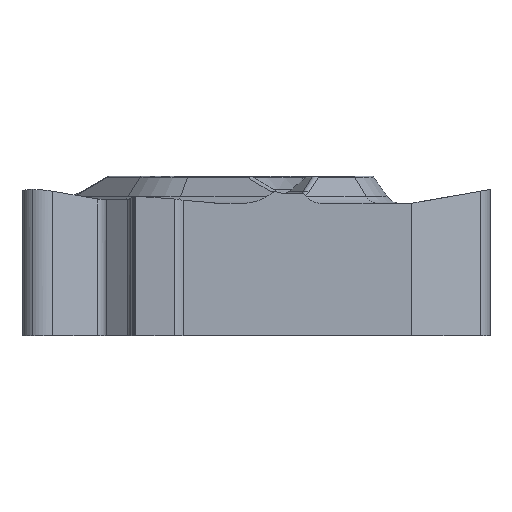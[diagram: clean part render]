
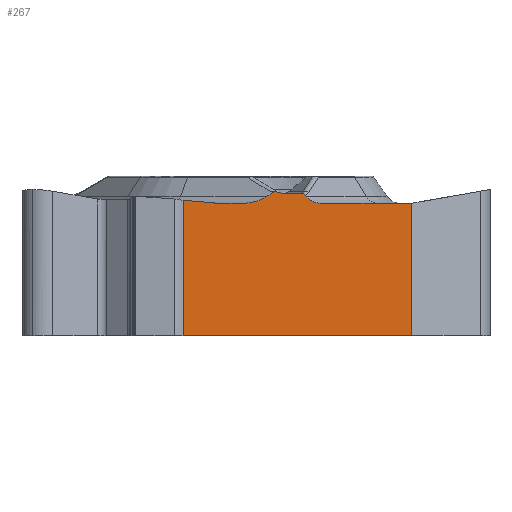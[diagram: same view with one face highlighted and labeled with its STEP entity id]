
A CAD part, left-side view. The second image highlights one B-rep face of the part: STEP entity #267.
In plain terms, the highlighted planar face has unit normal (-1, 0, 0).
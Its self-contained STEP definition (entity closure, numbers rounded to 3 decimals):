
#164=CIRCLE('',#2914,0.75);
#267=ADVANCED_FACE('',(#484),#431,.F.);
#431=PLANE('',#2921);
#484=FACE_OUTER_BOUND('',#645,.T.);
#645=EDGE_LOOP('',(#913,#914,#915,#916,#917,#918,#919,#920,#921,#922,#923,
#924,#925,#926,#927,#928,#929,#930));
#815=ELLIPSE('',#2915,0.884,0.75);
#816=ELLIPSE('',#2916,0.242,0.205);
#817=ELLIPSE('',#2917,0.309,0.3);
#818=ELLIPSE('',#2918,0.304,0.205);
#819=ELLIPSE('',#2919,1.5,0.75);
#820=ELLIPSE('',#2920,1.5,0.75);
#913=ORIENTED_EDGE('',*,*,#2028,.T.);
#914=ORIENTED_EDGE('',*,*,#2029,.T.);
#915=ORIENTED_EDGE('',*,*,#2030,.T.);
#916=ORIENTED_EDGE('',*,*,#2031,.T.);
#917=ORIENTED_EDGE('',*,*,#2032,.T.);
#918=ORIENTED_EDGE('',*,*,#2033,.T.);
#919=ORIENTED_EDGE('',*,*,#2034,.F.);
#920=ORIENTED_EDGE('',*,*,#2035,.F.);
#921=ORIENTED_EDGE('',*,*,#2036,.F.);
#922=ORIENTED_EDGE('',*,*,#2012,.T.);
#923=ORIENTED_EDGE('',*,*,#2037,.T.);
#924=ORIENTED_EDGE('',*,*,#2038,.F.);
#925=ORIENTED_EDGE('',*,*,#2039,.F.);
#926=ORIENTED_EDGE('',*,*,#2040,.T.);
#927=ORIENTED_EDGE('',*,*,#2041,.T.);
#928=ORIENTED_EDGE('',*,*,#2042,.T.);
#929=ORIENTED_EDGE('',*,*,#2043,.T.);
#930=ORIENTED_EDGE('',*,*,#2044,.T.);
#1746=VERTEX_POINT('',#4474);
#1747=VERTEX_POINT('',#4476);
#1759=VERTEX_POINT('',#4502);
#1762=VERTEX_POINT('',#4507);
#1763=VERTEX_POINT('',#4511);
#1764=VERTEX_POINT('',#4513);
#1765=VERTEX_POINT('',#4515);
#1766=VERTEX_POINT('',#4517);
#1767=VERTEX_POINT('',#4519);
#1768=VERTEX_POINT('',#4521);
#1769=VERTEX_POINT('',#4529);
#1770=VERTEX_POINT('',#4532);
#1771=VERTEX_POINT('',#4543);
#1772=VERTEX_POINT('',#4545);
#1773=VERTEX_POINT('',#4547);
#1774=VERTEX_POINT('',#4549);
#1775=VERTEX_POINT('',#4551);
#1776=VERTEX_POINT('',#4553);
#2012=EDGE_CURVE('',#1747,#1746,#2432,.T.);
#2028=EDGE_CURVE('',#1759,#1762,#2444,.T.);
#2029=EDGE_CURVE('',#1762,#1763,#2445,.T.);
#2030=EDGE_CURVE('',#1763,#1764,#2446,.T.);
#2031=EDGE_CURVE('',#1764,#1765,#164,.T.);
#2032=EDGE_CURVE('',#1765,#1766,#2447,.T.);
#2033=EDGE_CURVE('',#1766,#1767,#815,.T.);
#2034=EDGE_CURVE('',#1768,#1767,#2448,.T.);
#2035=EDGE_CURVE('',#1769,#1768,#2831,.T.);
#2036=EDGE_CURVE('',#1747,#1769,#816,.T.);
#2037=EDGE_CURVE('',#1746,#1770,#817,.T.);
#2038=EDGE_CURVE('',#1771,#1770,#2832,.T.);
#2039=EDGE_CURVE('',#1772,#1771,#818,.T.);
#2040=EDGE_CURVE('',#1772,#1773,#2449,.T.);
#2041=EDGE_CURVE('',#1773,#1774,#819,.T.);
#2042=EDGE_CURVE('',#1774,#1775,#2450,.T.);
#2043=EDGE_CURVE('',#1775,#1776,#820,.T.);
#2044=EDGE_CURVE('',#1776,#1759,#2451,.T.);
#2432=LINE('',#4475,#2630);
#2444=LINE('',#4508,#2642);
#2445=LINE('',#4510,#2643);
#2446=LINE('',#4512,#2644);
#2447=LINE('',#4516,#2645);
#2448=LINE('',#4520,#2646);
#2449=LINE('',#4546,#2647);
#2450=LINE('',#4550,#2648);
#2451=LINE('',#4554,#2649);
#2630=VECTOR('',#3237,1.);
#2642=VECTOR('',#3259,1.);
#2643=VECTOR('',#3262,1.);
#2644=VECTOR('',#3263,1.);
#2645=VECTOR('',#3266,1.);
#2646=VECTOR('',#3269,1.);
#2647=VECTOR('',#3276,1.);
#2648=VECTOR('',#3279,1.);
#2649=VECTOR('',#3282,1.);
#2831=B_SPLINE_CURVE_WITH_KNOTS('',3,(#4522,#4523,#4524,#4525,#4526,#4527,
#4528),.UNSPECIFIED.,.F.,.F.,(4,3,4),(0.,0.539,1.),
 .UNSPECIFIED.);
#2832=B_SPLINE_CURVE_WITH_KNOTS('',3,(#4533,#4534,#4535,#4536,#4537,#4538,
#4539,#4540,#4541,#4542),.UNSPECIFIED.,.F.,.F.,(4,3,3,4),(0.,0.216,
0.521,1.),.UNSPECIFIED.);
#2914=AXIS2_PLACEMENT_3D('',#4514,#3264,#3265);
#2915=AXIS2_PLACEMENT_3D('',#4518,#3267,#3268);
#2916=AXIS2_PLACEMENT_3D('',#4530,#3270,#3271);
#2917=AXIS2_PLACEMENT_3D('',#4531,#3272,#3273);
#2918=AXIS2_PLACEMENT_3D('',#4544,#3274,#3275);
#2919=AXIS2_PLACEMENT_3D('',#4548,#3277,#3278);
#2920=AXIS2_PLACEMENT_3D('',#4552,#3280,#3281);
#2921=AXIS2_PLACEMENT_3D('',#4555,#3283,#3284);
#3237=DIRECTION('',(0.,1.,0.));
#3259=DIRECTION('',(0.,0.,-1.));
#3262=DIRECTION('',(0.,-1.,0.));
#3263=DIRECTION('',(0.,0.,1.));
#3264=DIRECTION('',(1.,0.,0.));
#3265=DIRECTION('',(0.,1.,0.));
#3266=DIRECTION('',(0.,1.,0.));
#3267=DIRECTION('',(1.,0.,0.));
#3268=DIRECTION('',(0.,1.,0.));
#3269=DIRECTION('',(0.,-0.637,-0.771));
#3270=DIRECTION('',(1.,0.,0.));
#3271=DIRECTION('',(0.,-1.,0.));
#3272=DIRECTION('',(1.,0.,0.));
#3273=DIRECTION('',(0.,1.,0.));
#3274=DIRECTION('',(1.,0.,0.));
#3275=DIRECTION('',(0.,-0.858,-0.514));
#3276=DIRECTION('',(0.,0.814,-0.581));
#3277=DIRECTION('',(1.,0.,0.));
#3278=DIRECTION('',(0.,1.,0.));
#3279=DIRECTION('',(0.,1.,0.));
#3280=DIRECTION('',(1.,0.,0.));
#3281=DIRECTION('',(0.,1.,0.));
#3282=DIRECTION('',(0.,0.996,0.088));
#3283=DIRECTION('',(1.,0.,0.));
#3284=DIRECTION('',(0.,1.,0.));
#4474=CARTESIAN_POINT('',(-7.938,-1.528,-0.3));
#4475=CARTESIAN_POINT('',(-7.938,0.,-0.3));
#4476=CARTESIAN_POINT('',(-7.938,-2.414,-0.3));
#4502=CARTESIAN_POINT('',(-7.938,3.123,-0.628));
#4507=CARTESIAN_POINT('',(-7.938,3.123,-7.));
#4508=CARTESIAN_POINT('',(-7.938,3.123,25.));
#4510=CARTESIAN_POINT('',(-7.938,3.123,-7.));
#4511=CARTESIAN_POINT('',(-7.938,-7.631,-7.));
#4512=CARTESIAN_POINT('',(-7.938,-7.631,25.));
#4513=CARTESIAN_POINT('',(-7.938,-7.631,-0.77));
#4514=CARTESIAN_POINT('',(-7.938,-7.504,-0.031));
#4515=CARTESIAN_POINT('',(-7.938,-7.504,-0.781));
#4516=CARTESIAN_POINT('',(-7.938,0.,-0.781));
#4517=CARTESIAN_POINT('',(-7.938,-3.398,-0.781));
#4518=CARTESIAN_POINT('',(-7.938,-3.398,-0.031));
#4519=CARTESIAN_POINT('',(-7.938,-2.673,-0.461));
#4520=CARTESIAN_POINT('',(-7.937,10.911,15.991));
#4521=CARTESIAN_POINT('',(-7.938,-2.609,-0.384));
#4522=CARTESIAN_POINT('',(-7.938,-2.454,-0.303));
#4523=CARTESIAN_POINT('',(-7.938,-2.486,-0.307));
#4524=CARTESIAN_POINT('',(-7.938,-2.518,-0.317));
#4525=CARTESIAN_POINT('',(-7.938,-2.546,-0.332));
#4526=CARTESIAN_POINT('',(-7.938,-2.57,-0.345));
#4527=CARTESIAN_POINT('',(-7.938,-2.592,-0.363));
#4528=CARTESIAN_POINT('',(-7.938,-2.609,-0.384));
#4529=CARTESIAN_POINT('',(-7.938,-2.454,-0.303));
#4530=CARTESIAN_POINT('',(-7.938,-2.414,-0.505));
#4531=CARTESIAN_POINT('',(-7.938,-1.528,0.));
#4532=CARTESIAN_POINT('',(-7.938,-1.408,-0.276));
#4533=CARTESIAN_POINT('',(-7.938,-1.079,-0.264));
#4534=CARTESIAN_POINT('',(-7.938,-1.1,-0.25));
#4535=CARTESIAN_POINT('',(-7.938,-1.124,-0.242));
#4536=CARTESIAN_POINT('',(-7.938,-1.148,-0.237));
#4537=CARTESIAN_POINT('',(-7.938,-1.181,-0.23));
#4538=CARTESIAN_POINT('',(-7.938,-1.217,-0.23));
#4539=CARTESIAN_POINT('',(-7.938,-1.251,-0.234));
#4540=CARTESIAN_POINT('',(-7.938,-1.305,-0.24));
#4541=CARTESIAN_POINT('',(-7.938,-1.358,-0.256));
#4542=CARTESIAN_POINT('',(-7.938,-1.408,-0.276));
#4543=CARTESIAN_POINT('',(-7.938,-1.079,-0.264));
#4544=CARTESIAN_POINT('',(-7.938,-1.293,-0.468));
#4545=CARTESIAN_POINT('',(-7.938,-1.072,-0.268));
#4546=CARTESIAN_POINT('',(-7.938,-12.312,7.758));
#4547=CARTESIAN_POINT('',(-7.938,-0.802,-0.461));
#4548=CARTESIAN_POINT('',(-7.938,0.427,-0.031));
#4549=CARTESIAN_POINT('',(-7.938,0.427,-0.781));
#4550=CARTESIAN_POINT('',(-7.938,3.123,-0.781));
#4551=CARTESIAN_POINT('',(-7.938,1.261,-0.781));
#4552=CARTESIAN_POINT('',(-7.938,1.261,-0.031));
#4553=CARTESIAN_POINT('',(-7.938,1.521,-0.77));
#4554=CARTESIAN_POINT('',(-7.938,5.365,-0.431));
#4555=CARTESIAN_POINT('',(-7.938,3.123,25.));
